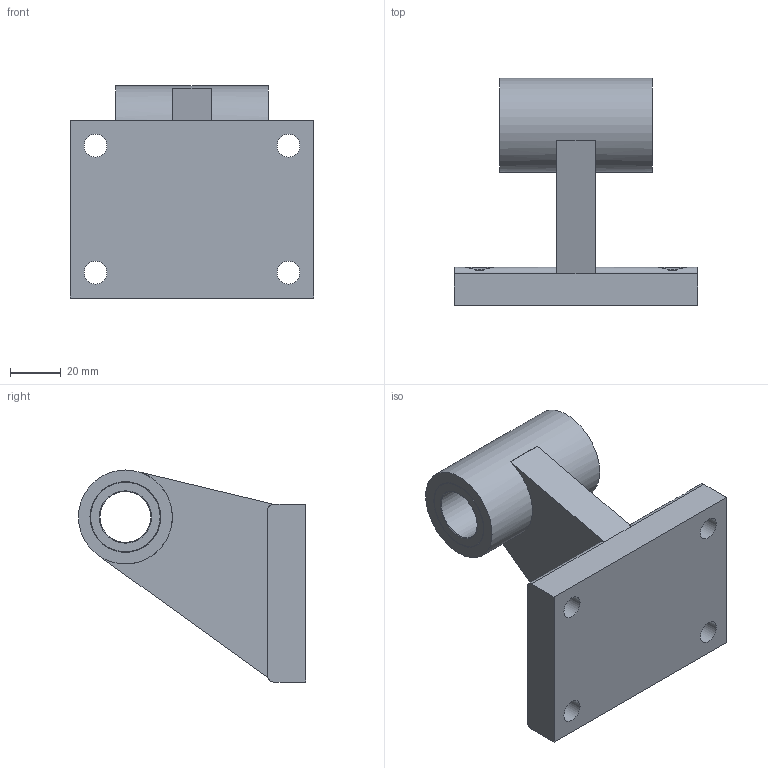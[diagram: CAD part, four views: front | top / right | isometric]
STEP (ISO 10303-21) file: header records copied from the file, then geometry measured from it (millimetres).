
FILE_DESCRIPTION(/* description */ ('STEP AP214'),/* implementation_level */ '2;1');
FILE_NAME(/* name */ '5152_LN-100',/* time_stamp */ '2024-09-04T18:23:24+02:00',/* author */ ('License CC BY-ND 4.0'),/* organization */ ('CADENAS'),/* preprocessor_version */ 'ST-DEVELOPER v19.3',/* originating_system */ 'PARTsolutions',/* authorisation */ ' ');
FILE_SCHEMA (('AUTOMOTIVE_DESIGN {1 0 10303 214 3 1 1}'));
Length unit declared in the file: millimetre
Products named in the file (1): 5152 LN-100
Bounding box: 96 x 89.5 x 83.5 mm (x, y, z)
Volume: 179926 mm3; surface area: 37015.1 mm2
Topology: 1 solids, 1 shells, 41 faces, 106 edges, 69 vertices
Faces by surface type: plane 20, cylinder 15, cone 6
Full cylindrical faces by diameter (mm): 9 x4, 19 x4, 20 x1, 37 x1
Entity records: 1186 total; most frequent: CARTESIAN_POINT 218, DIRECTION 202, ORIENTED_EDGE 164, EDGE_CURVE 82, AXIS2_PLACEMENT_3D 82, EDGE_LOOP 70, FACE_BOUND 70, VERTEX_POINT 62
